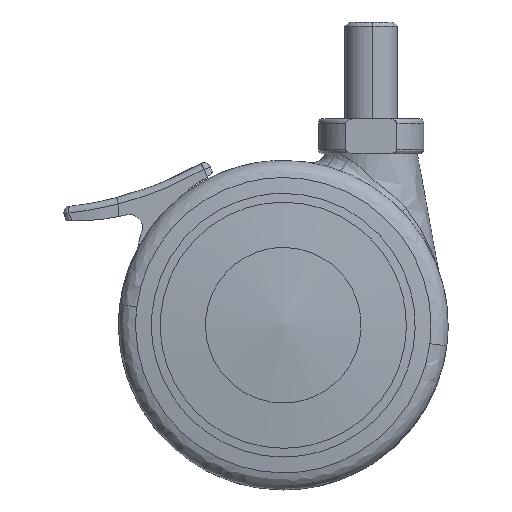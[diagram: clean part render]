
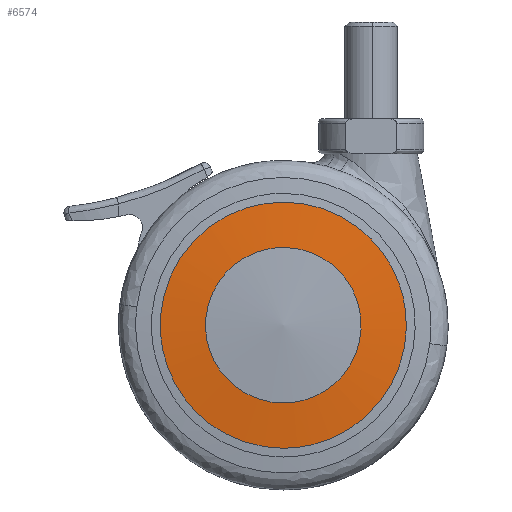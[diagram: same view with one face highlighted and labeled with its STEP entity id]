
A CAD part, front view. The second image highlights one B-rep face of the part: STEP entity #6574.
In plain terms, the highlighted free-form (B-spline) face has degree [2, 2] with [4, 4] control points.
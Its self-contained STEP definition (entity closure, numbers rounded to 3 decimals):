
#5641=CARTESIAN_POINT('',(27.804,-29.554,3.305));
#5642=VERTEX_POINT('',#5641);
#5648=CARTESIAN_POINT('',(0.0,-29.554,-28.0));
#5649=VERTEX_POINT('',#5648);
#5650=CARTESIAN_POINT('',(27.804,-29.554,3.305));
#5651=CARTESIAN_POINT('',(28.,-29.554,1.658));
#5652=CARTESIAN_POINT('',(28.0,-29.554,0.0));
#5653=CARTESIAN_POINT('',(28.,-29.554,-28.));
#5654=CARTESIAN_POINT('',(0.0,-29.554,-28.0));
#5662=(BOUNDED_CURVE()B_SPLINE_CURVE(2,(#5650,#5651,#5652,#5653,#5654),.UNSPECIFIED.,.F.,.U.)B_SPLINE_CURVE_WITH_KNOTS((3,2,3),(0.23,0.25,0.5),.UNSPECIFIED.)CURVE()GEOMETRIC_REPRESENTATION_ITEM()RATIONAL_B_SPLINE_CURVE((0.956,0.976,1.0,0.707,1.0))REPRESENTATION_ITEM(''));
#5663=EDGE_CURVE('',#5642,#5649,#5662,.T.);
#5665=CARTESIAN_POINT('',(-27.948,-29.554,-1.709));
#5666=VERTEX_POINT('',#5665);
#5667=CARTESIAN_POINT('',(0.0,-29.554,-28.0));
#5668=CARTESIAN_POINT('',(-26.34,-29.554,-28.));
#5669=CARTESIAN_POINT('',(-27.948,-29.554,-1.709));
#5677=(BOUNDED_CURVE()B_SPLINE_CURVE(2,(#5667,#5668,#5669),.UNSPECIFIED.,.F.,.U.)B_SPLINE_CURVE_WITH_KNOTS((3,3),(0.5,0.739),.UNSPECIFIED.)CURVE()GEOMETRIC_REPRESENTATION_ITEM()RATIONAL_B_SPLINE_CURVE((1.0,0.72,0.976))REPRESENTATION_ITEM(''));
#5678=EDGE_CURVE('',#5649,#5666,#5677,.T.);
#5752=CARTESIAN_POINT('',(0.0,-29.554,28.0));
#5753=VERTEX_POINT('',#5752);
#5754=CARTESIAN_POINT('',(-27.948,-29.554,-1.709));
#5755=CARTESIAN_POINT('',(-28.,-29.554,-0.855));
#5756=CARTESIAN_POINT('',(-28.0,-29.554,0.0));
#5757=CARTESIAN_POINT('',(-28.,-29.554,28.));
#5758=CARTESIAN_POINT('',(0.0,-29.554,28.0));
#5766=(BOUNDED_CURVE()B_SPLINE_CURVE(2,(#5754,#5755,#5756,#5757,#5758),.UNSPECIFIED.,.F.,.U.)B_SPLINE_CURVE_WITH_KNOTS((3,2,3),(0.739,0.75,1.0),.UNSPECIFIED.)CURVE()GEOMETRIC_REPRESENTATION_ITEM()RATIONAL_B_SPLINE_CURVE((0.976,0.988,1.0,0.707,1.0))REPRESENTATION_ITEM(''));
#5767=EDGE_CURVE('',#5666,#5753,#5766,.T.);
#5769=CARTESIAN_POINT('',(0.0,-29.554,28.0));
#5770=CARTESIAN_POINT('',(24.869,-29.554,28.));
#5771=CARTESIAN_POINT('',(27.804,-29.554,3.305));
#5779=(BOUNDED_CURVE()B_SPLINE_CURVE(2,(#5769,#5770,#5771),.UNSPECIFIED.,.F.,.U.)B_SPLINE_CURVE_WITH_KNOTS((3,3),(0.0,0.23),.UNSPECIFIED.)CURVE()GEOMETRIC_REPRESENTATION_ITEM()RATIONAL_B_SPLINE_CURVE((1.0,0.731,0.956))REPRESENTATION_ITEM(''));
#5780=EDGE_CURVE('',#5753,#5642,#5779,.T.);
#5808=CARTESIAN_POINT('',(17.576,-30.5,2.089));
#5809=VERTEX_POINT('',#5808);
#5810=CARTESIAN_POINT('',(0.0,-30.5,-17.7));
#5811=VERTEX_POINT('',#5810);
#5812=CARTESIAN_POINT('',(17.576,-30.5,2.089));
#5813=CARTESIAN_POINT('',(17.7,-30.5,1.048));
#5814=CARTESIAN_POINT('',(17.7,-30.5,0.0));
#5815=CARTESIAN_POINT('',(17.7,-30.5,-17.7));
#5816=CARTESIAN_POINT('',(0.0,-30.5,-17.7));
#5824=(BOUNDED_CURVE()B_SPLINE_CURVE(2,(#5812,#5813,#5814,#5815,#5816),.UNSPECIFIED.,.F.,.U.)B_SPLINE_CURVE_WITH_KNOTS((3,2,3),(0.23,0.25,0.5),.UNSPECIFIED.)CURVE()GEOMETRIC_REPRESENTATION_ITEM()RATIONAL_B_SPLINE_CURVE((0.956,0.976,1.0,0.707,1.0))REPRESENTATION_ITEM(''));
#5825=EDGE_CURVE('',#5809,#5811,#5824,.T.);
#5866=CARTESIAN_POINT('',(-17.667,-30.5,-1.081));
#5867=VERTEX_POINT('',#5866);
#5873=CARTESIAN_POINT('',(0.0,-30.5,-17.7));
#5874=CARTESIAN_POINT('',(-16.65,-30.5,-17.7));
#5875=CARTESIAN_POINT('',(-17.667,-30.5,-1.081));
#5883=(BOUNDED_CURVE()B_SPLINE_CURVE(2,(#5873,#5874,#5875),.UNSPECIFIED.,.F.,.U.)B_SPLINE_CURVE_WITH_KNOTS((3,3),(0.5,0.739),.UNSPECIFIED.)CURVE()GEOMETRIC_REPRESENTATION_ITEM()RATIONAL_B_SPLINE_CURVE((1.0,0.72,0.976))REPRESENTATION_ITEM(''));
#5884=EDGE_CURVE('',#5811,#5867,#5883,.T.);
#5907=CARTESIAN_POINT('',(0.0,-30.5,17.7));
#5908=VERTEX_POINT('',#5907);
#5909=CARTESIAN_POINT('',(0.0,-30.5,17.7));
#5910=CARTESIAN_POINT('',(15.721,-30.5,17.7));
#5911=CARTESIAN_POINT('',(17.576,-30.5,2.089));
#5919=(BOUNDED_CURVE()B_SPLINE_CURVE(2,(#5909,#5910,#5911),.UNSPECIFIED.,.F.,.U.)B_SPLINE_CURVE_WITH_KNOTS((3,3),(0.0,0.23),.UNSPECIFIED.)CURVE()GEOMETRIC_REPRESENTATION_ITEM()RATIONAL_B_SPLINE_CURVE((1.0,0.731,0.956))REPRESENTATION_ITEM(''));
#5920=EDGE_CURVE('',#5908,#5809,#5919,.T.);
#5922=CARTESIAN_POINT('',(-17.667,-30.5,-1.081));
#5923=CARTESIAN_POINT('',(-17.7,-30.5,-0.541));
#5924=CARTESIAN_POINT('',(-17.7,-30.5,0.0));
#5925=CARTESIAN_POINT('',(-17.7,-30.5,17.7));
#5926=CARTESIAN_POINT('',(0.0,-30.5,17.7));
#5934=(BOUNDED_CURVE()B_SPLINE_CURVE(2,(#5922,#5923,#5924,#5925,#5926),.UNSPECIFIED.,.F.,.U.)B_SPLINE_CURVE_WITH_KNOTS((3,2,3),(0.739,0.75,1.0),.UNSPECIFIED.)CURVE()GEOMETRIC_REPRESENTATION_ITEM()RATIONAL_B_SPLINE_CURVE((0.976,0.988,1.0,0.707,1.0))REPRESENTATION_ITEM(''));
#5935=EDGE_CURVE('',#5867,#5908,#5934,.T.);
#6538=CARTESIAN_POINT('',(-30.66,-27.339,-30.66));
#6539=CARTESIAN_POINT('',(-15.388,-29.226,-30.777));
#6540=CARTESIAN_POINT('',(15.388,-29.226,-30.777));
#6541=CARTESIAN_POINT('',(30.66,-27.339,-30.66));
#6542=CARTESIAN_POINT('',(-30.776,-29.226,-15.388));
#6543=CARTESIAN_POINT('',(-15.447,-31.127,-15.447));
#6544=CARTESIAN_POINT('',(15.447,-31.127,-15.447));
#6545=CARTESIAN_POINT('',(30.776,-29.226,-15.388));
#6546=CARTESIAN_POINT('',(-30.776,-29.226,15.388));
#6547=CARTESIAN_POINT('',(-15.447,-31.127,15.447));
#6548=CARTESIAN_POINT('',(15.447,-31.127,15.447));
#6549=CARTESIAN_POINT('',(30.776,-29.226,15.388));
#6550=CARTESIAN_POINT('',(-30.66,-27.339,30.66));
#6551=CARTESIAN_POINT('',(-15.388,-29.226,30.777));
#6552=CARTESIAN_POINT('',(15.388,-29.226,30.777));
#6553=CARTESIAN_POINT('',(30.66,-27.339,30.66));
#6561=(BOUNDED_SURFACE()B_SPLINE_SURFACE(2,2,((#6538,#6542,#6546,#6550),(#6539,#6543,#6547,#6551),(#6540,#6544,#6548,#6552),(#6541,#6545,#6549,#6553)),.UNSPECIFIED.,.F.,.F.,.U.)B_SPLINE_SURFACE_WITH_KNOTS((3,1,3),(3,1,3),(82.36,112.451,142.543),(82.359,112.451,142.543),.UNSPECIFIED.)GEOMETRIC_REPRESENTATION_ITEM()RATIONAL_B_SPLINE_SURFACE(((1.008,1.004,1.004,1.008),(1.004,1.0,1.0,1.004),(1.004,1.0,1.0,1.004),(1.008,1.004,1.004,1.008)))REPRESENTATION_ITEM('')SURFACE());
#6562=ORIENTED_EDGE('',*,*,#5767,.F.);
#6563=ORIENTED_EDGE('',*,*,#5678,.F.);
#6564=ORIENTED_EDGE('',*,*,#5663,.F.);
#6565=ORIENTED_EDGE('',*,*,#5780,.F.);
#6566=EDGE_LOOP('',(#6562,#6563,#6564,#6565));
#6567=FACE_OUTER_BOUND('',#6566,.T.);
#6568=ORIENTED_EDGE('',*,*,#5884,.T.);
#6569=ORIENTED_EDGE('',*,*,#5935,.T.);
#6570=ORIENTED_EDGE('',*,*,#5920,.T.);
#6571=ORIENTED_EDGE('',*,*,#5825,.T.);
#6572=EDGE_LOOP('',(#6568,#6569,#6570,#6571));
#6573=FACE_BOUND('',#6572,.T.);
#6574=ADVANCED_FACE('',(#6567,#6573),#6561,.T.);
